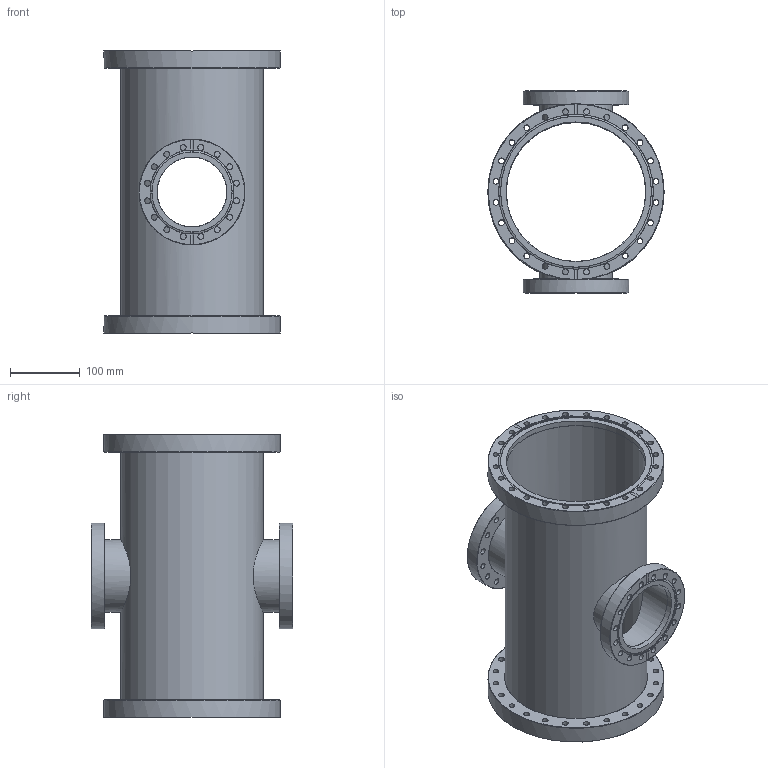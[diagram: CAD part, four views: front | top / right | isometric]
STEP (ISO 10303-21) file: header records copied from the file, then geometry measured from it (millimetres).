
FILE_DESCRIPTION((''),'2;1');
FILE_NAME('UX2010RS-304.stp','2009-04-30T15:25:21',('hasers'),(''),'Autodesk Inventor 2008','Autodesk Inventor 2008','');
FILE_SCHEMA(('AUTOMOTIVE_DESIGN { 1 0 10303 214 1 1 1 1 }'));
Length unit declared in the file: millimetre
Products named in the file (9): UX2010RS-304; Rohre [Subject [Summary]=normal][Keywords [Summary]=1.4301][Title [Summary]=204x2,0 (0,5m)]_1; Rohre [Subject [Summary]=normal][Keywords [Summary]=1.4301][Title [Summary]=104x2,0 (0,5m)]_5; CF-07 [Keywords [Summary]=1.4301][Company [Summary]=Vacom][Title [Summary]=F200B204]; CF-07 [Keywords [Summary]=1.4301][Company [Summary]=Vacom][Title [Summary]=F100B104]; CF-R [Subject [Summary]=-304][Title [Summary]=F100RIB104]; CF-R [Subject [Summary]=-304][Title [Summary]=F100RO]; CF-R [Subject [Summary]=-304][Title [Summary]=F200RIB204]; CF-R [Subject [Summary]=-304][Title [Summary]=F200RO]
Assembly tree (8 placements, depth 2):
  UX2010RS-304
    Rohre [Subject [Summary]=normal][Keywords [Summary]=1.4301][Title [Summary]=204x2,0 (0,5m)]_1
    Rohre [Subject [Summary]=normal][Keywords [Summary]=1.4301][Title [Summary]=104x2,0 (0,5m)]_5
    CF-07 [Keywords [Summary]=1.4301][Company [Summary]=Vacom][Title [Summary]=F200B204]
    CF-07 [Keywords [Summary]=1.4301][Company [Summary]=Vacom][Title [Summary]=F100B104]
    CF-R [Subject [Summary]=-304][Title [Summary]=F100RIB104]
    CF-R [Subject [Summary]=-304][Title [Summary]=F100RO]
    CF-R [Subject [Summary]=-304][Title [Summary]=F200RIB204]
    CF-R [Subject [Summary]=-304][Title [Summary]=F200RO]
Bounding box: 253 x 290 x 406 mm (x, y, z)
Volume: 1651268.5 mm3; surface area: 820203.1 mm2
Topology: 9 solids, 9 shells, 182 faces, 542 edges, 382 vertices
Faces by surface type: bspline 98, cylinder 28, plane 24, torus 22, cone 10
Full cylindrical faces by diameter (mm): 100 x2, 100.5 x1, 104 x2, 104.3 x1, 120.4 x1, 120.6 x1, 121.2 x1, 152 x2, 200 x1, 200.5 x1, 204 x1, 204.5 x1, 222.1 x1, 222.3 x1, 223 x1, 253 x2
Entity records: 8493 total; most frequent: CARTESIAN_POINT 4355, DIRECTION 724, ORIENTED_EDGE 620, EDGE_LOOP 502, AXIS2_PLACEMENT_3D 353, FACE_BOUND 320, EDGE_CURVE 310, VERTEX_POINT 284
